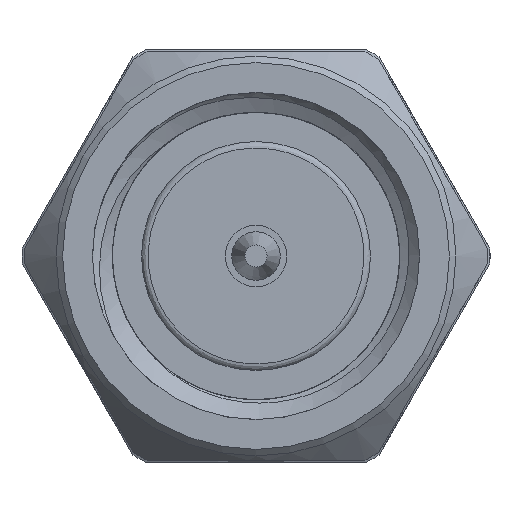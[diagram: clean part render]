
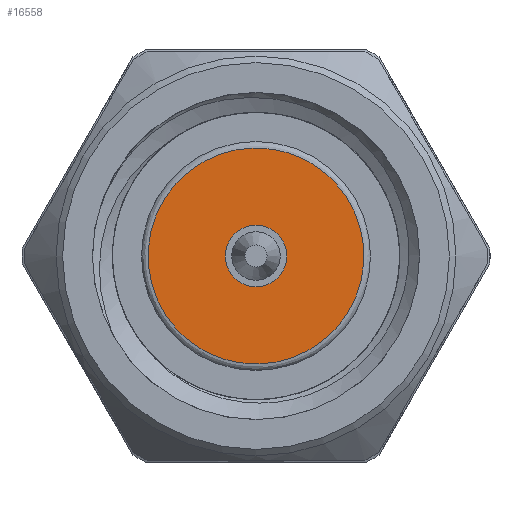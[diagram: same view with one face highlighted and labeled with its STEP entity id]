
A CAD part, left-side view. The second image highlights one B-rep face of the part: STEP entity #16558.
In plain terms, the highlighted planar face has unit normal (-1, 0, 0).
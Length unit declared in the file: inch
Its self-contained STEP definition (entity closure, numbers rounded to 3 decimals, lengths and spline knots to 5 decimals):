
#87 = CARTESIAN_POINT ( 'NONE',  ( 0.11, 0.04125, -0.07145 ) ) ;
#1441 = FACE_OUTER_BOUND ( 'NONE', #15974, .T. ) ;
#2196 = CARTESIAN_POINT ( 'NONE',  ( 0.11, -0.04125, 0.07145 ) ) ;
#5616 = AXIS2_PLACEMENT_3D ( 'NONE', #7440, #13095, #11211 ) ;
#5803 =( BOUNDED_CURVE ( )  B_SPLINE_CURVE ( 3, ( #2196, #17494, #13352, #7820 ),
 .UNSPECIFIED., .F., .T. ) 
 B_SPLINE_CURVE_WITH_KNOTS ( ( 4, 4 ),
 ( 0., 1. ),
 .UNSPECIFIED. ) 
 CURVE ( )  GEOMETRIC_REPRESENTATION_ITEM ( )  RATIONAL_B_SPLINE_CURVE ( ( 1., 0.333, 0.333, 1. ) ) 
 REPRESENTATION_ITEM ( '' )  );
#6832 = EDGE_CURVE ( 'NONE', #17040, #14922, #5803, .T. ) ;
#7046 = ORIENTED_EDGE ( 'NONE', *, *, #6832, .F. ) ;
#7440 = CARTESIAN_POINT ( 'NONE',  ( 0.11, 0., 0. ) ) ;
#7791 = CARTESIAN_POINT ( 'NONE',  ( 0.11, 0.01175, -0.02035 ) ) ;
#7820 = CARTESIAN_POINT ( 'NONE',  ( 0.11, 0.04125, -0.07145 ) ) ;
#7942 = CARTESIAN_POINT ( 'NONE',  ( 0.11, 0.18414, 0.01105 ) ) ;
#9075 = PLANE ( 'NONE',  #5616 ) ;
#9716 = CARTESIAN_POINT ( 'NONE',  ( 0.11, -0.04125, 0.07145 ) ) ;
#10633 = EDGE_LOOP ( 'NONE', ( #21925 ) ) ;
#11211 = DIRECTION ( 'NONE',  ( 0., 0.5, -0.866 ) ) ;
#11469 = CARTESIAN_POINT ( 'NONE',  ( 0.11, 0.10164, 0.15395 ) ) ;
#12018 = CARTESIAN_POINT ( 'NONE',  ( 0.11, -0.04125, 0.07145 ) ) ;
#13095 = DIRECTION ( 'NONE',  ( 1., 0., 0. ) ) ;
#13170 = EDGE_CURVE ( 'NONE', #15069, #15069, #24044, .T. ) ;
#13210 = AXIS2_PLACEMENT_3D ( 'NONE', #13252, #15002, #24439 ) ;
#13252 = CARTESIAN_POINT ( 'NONE',  ( 0.11, 0., 0. ) ) ;
#13352 = CARTESIAN_POINT ( 'NONE',  ( 0.11, -0.10164, -0.15395 ) ) ;
#14922 = VERTEX_POINT ( 'NONE', #24227 ) ;
#15002 = DIRECTION ( 'NONE',  ( -1., 0., 0. ) ) ;
#15069 = VERTEX_POINT ( 'NONE', #7791 ) ;
#15974 = EDGE_LOOP ( 'NONE', ( #17713, #7046 ) ) ;
#16021 =( BOUNDED_CURVE ( )  B_SPLINE_CURVE ( 3, ( #87, #7942, #11469, #9716 ),
 .UNSPECIFIED., .F., .F. ) 
 B_SPLINE_CURVE_WITH_KNOTS ( ( 4, 4 ),
 ( 0., 1. ),
 .UNSPECIFIED. ) 
 CURVE ( )  GEOMETRIC_REPRESENTATION_ITEM ( )  RATIONAL_B_SPLINE_CURVE ( ( 1., 0.333, 0.333, 1. ) ) 
 REPRESENTATION_ITEM ( '' )  );
#16558 = ADVANCED_FACE ( 'NONE', ( #24539, #1441 ), #9075, .F. ) ;
#17040 = VERTEX_POINT ( 'NONE', #12018 ) ;
#17494 = CARTESIAN_POINT ( 'NONE',  ( 0.11, -0.18414, -0.01105 ) ) ;
#17713 = ORIENTED_EDGE ( 'NONE', *, *, #21906, .F. ) ;
#21906 = EDGE_CURVE ( 'NONE', #14922, #17040, #16021, .T. ) ;
#21925 = ORIENTED_EDGE ( 'NONE', *, *, #13170, .F. ) ;
#24044 = CIRCLE ( 'NONE', #13210, 0.0235 ) ;
#24227 = CARTESIAN_POINT ( 'NONE',  ( 0.11, 0.04125, -0.07145 ) ) ;
#24439 = DIRECTION ( 'NONE',  ( 0., 0.5, -0.866 ) ) ;
#24539 = FACE_BOUND ( 'NONE', #10633, .T. ) ;
